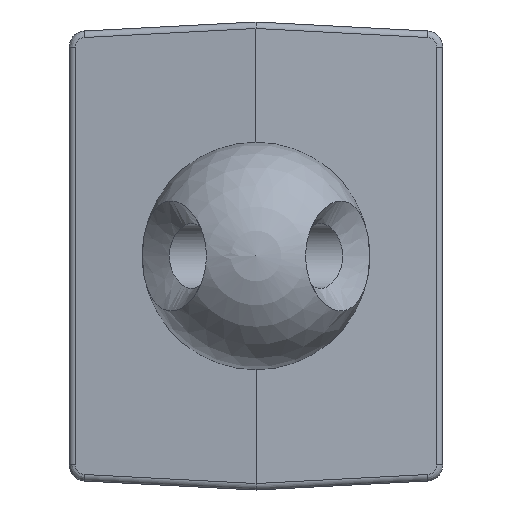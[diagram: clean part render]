
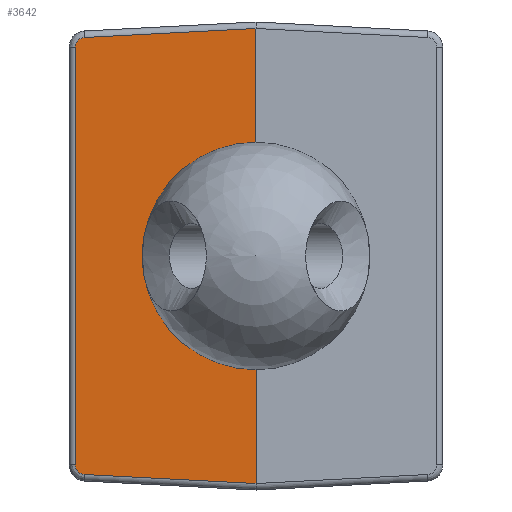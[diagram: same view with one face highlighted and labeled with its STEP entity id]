
A CAD part, left-side view. The second image highlights one B-rep face of the part: STEP entity #3642.
In plain terms, the highlighted planar face has unit normal (-0.999, 0.052, 0).
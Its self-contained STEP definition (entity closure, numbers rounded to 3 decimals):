
#75=ELLIPSE('',#3838,0.3,0.3);
#77=ELLIPSE('',#3843,0.3,0.3);
#82=ELLIPSE('',#3855,2.253,2.25);
#312=FACE_OUTER_BOUND('',#503,.T.);
#503=EDGE_LOOP('',(#2995,#2996,#2997,#2998,#2999,#3000,#3001,#3002));
#927=LINE('',#6235,#1290);
#929=LINE('',#6271,#1292);
#931=LINE('',#6304,#1294);
#936=LINE('',#6376,#1299);
#937=LINE('',#6379,#1300);
#1290=VECTOR('',#4486,10.);
#1292=VECTOR('',#4498,10.);
#1294=VECTOR('',#4508,10.);
#1299=VECTOR('',#4533,10.);
#1300=VECTOR('',#4536,10.);
#1621=VERTEX_POINT('',#6224);
#1622=VERTEX_POINT('',#6228);
#1625=VERTEX_POINT('',#6233);
#1626=VERTEX_POINT('',#6261);
#1628=VERTEX_POINT('',#6267);
#1630=VERTEX_POINT('',#6297);
#1638=VERTEX_POINT('',#6375);
#1639=VERTEX_POINT('',#6377);
#2085=EDGE_CURVE('',#1625,#1622,#927,.T.);
#2088=EDGE_CURVE('',#1622,#1626,#75,.T.);
#2091=EDGE_CURVE('',#1626,#1628,#929,.T.);
#2094=EDGE_CURVE('',#1628,#1630,#77,.T.);
#2096=EDGE_CURVE('',#1630,#1621,#931,.T.);
#2108=EDGE_CURVE('',#1625,#1638,#936,.T.);
#2109=EDGE_CURVE('',#1639,#1638,#82,.T.);
#2110=EDGE_CURVE('',#1639,#1621,#937,.T.);
#2995=ORIENTED_EDGE('',*,*,#2096,.F.);
#2996=ORIENTED_EDGE('',*,*,#2094,.F.);
#2997=ORIENTED_EDGE('',*,*,#2091,.F.);
#2998=ORIENTED_EDGE('',*,*,#2088,.F.);
#2999=ORIENTED_EDGE('',*,*,#2085,.F.);
#3000=ORIENTED_EDGE('',*,*,#2108,.T.);
#3001=ORIENTED_EDGE('',*,*,#2109,.F.);
#3002=ORIENTED_EDGE('',*,*,#2110,.T.);
#3284=PLANE('',#3854);
#3642=ADVANCED_FACE('',(#312),#3284,.T.);
#3838=AXIS2_PLACEMENT_3D('',#6265,#4491,#4492);
#3843=AXIS2_PLACEMENT_3D('',#6301,#4503,#4504);
#3854=AXIS2_PLACEMENT_3D('',#6374,#4531,#4532);
#3855=AXIS2_PLACEMENT_3D('',#6378,#4534,#4535);
#4486=DIRECTION('',(0.052,0.997,0.052));
#4491=DIRECTION('center_axis',(0.999,-0.052,0.));
#4492=DIRECTION('ref_axis',(0.052,0.999,0.));
#4498=DIRECTION('',(0.,0.,1.));
#4503=DIRECTION('center_axis',(0.999,-0.052,0.));
#4504=DIRECTION('ref_axis',(0.052,0.999,0.));
#4508=DIRECTION('',(-0.052,-0.997,0.052));
#4531=DIRECTION('center_axis',(-0.999,0.052,0.));
#4532=DIRECTION('ref_axis',(-0.052,-0.999,0.));
#4533=DIRECTION('',(0.,0.,1.));
#4534=DIRECTION('center_axis',(-0.999,0.052,0.));
#4535=DIRECTION('ref_axis',(0.052,0.999,0.));
#4536=DIRECTION('',(0.,0.,1.));
#6224=CARTESIAN_POINT('',(-0.901,0.,7.));
#6228=CARTESIAN_POINT('',(-0.625,5.276,-6.724));
#6233=CARTESIAN_POINT('',(-0.901,0.,-7.));
#6235=CARTESIAN_POINT('',(-0.741,3.067,-6.84));
#6261=CARTESIAN_POINT('',(-0.61,5.56,-6.424));
#6265=CARTESIAN_POINT('Origin',(-0.626,5.26,-6.424));
#6267=CARTESIAN_POINT('',(-0.61,5.56,6.424));
#6271=CARTESIAN_POINT('',(-0.61,5.56,0.));
#6297=CARTESIAN_POINT('',(-0.625,5.276,6.724));
#6301=CARTESIAN_POINT('Origin',(-0.626,5.26,6.424));
#6304=CARTESIAN_POINT('',(-0.741,3.067,6.84));
#6374=CARTESIAN_POINT('Origin',(-0.6,5.75,0.));
#6375=CARTESIAN_POINT('',(-0.901,0.,-2.25));
#6376=CARTESIAN_POINT('',(-0.901,0.,0.));
#6377=CARTESIAN_POINT('',(-0.901,0.,2.25));
#6378=CARTESIAN_POINT('Origin',(-0.903,-0.026,0.));
#6379=CARTESIAN_POINT('',(-0.901,0.,0.));
